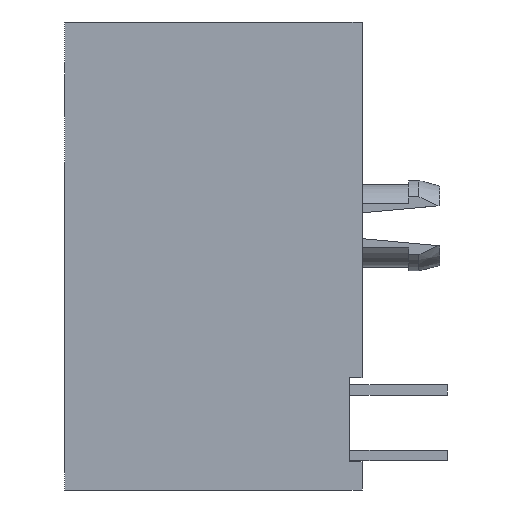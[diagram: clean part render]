
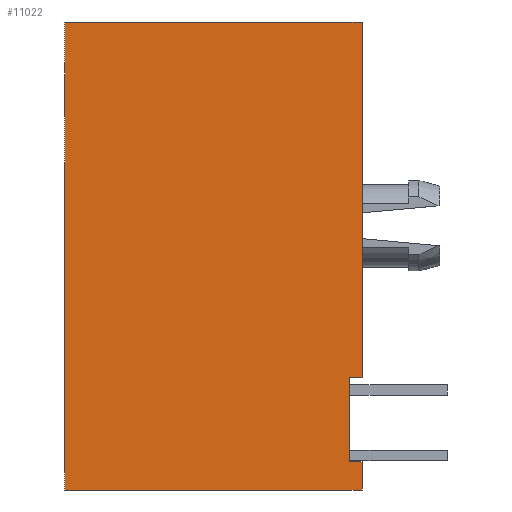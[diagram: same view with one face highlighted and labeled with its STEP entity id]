
A CAD part, left-side view. The second image highlights one B-rep face of the part: STEP entity #11022.
In plain terms, the highlighted planar face has unit normal (-1, 0, 0).
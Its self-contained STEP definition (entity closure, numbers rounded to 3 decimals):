
#82 = DIRECTION ( 'NONE',  ( 0., 1., 0. ) ) ;
#475 = VERTEX_POINT ( 'NONE', #3289 ) ;
#700 = CARTESIAN_POINT ( 'NONE',  ( -7.62, 11.5, 15.5 ) ) ;
#886 = VECTOR ( 'NONE', #13197, 1000. ) ;
#937 = AXIS2_PLACEMENT_3D ( 'NONE', #4621, #5783, #4808 ) ;
#1130 = VECTOR ( 'NONE', #12178, 1000. ) ;
#1818 = VECTOR ( 'NONE', #14894, 1000. ) ;
#2296 = VERTEX_POINT ( 'NONE', #8896 ) ;
#2359 = VECTOR ( 'NONE', #12088, 1000. ) ;
#3289 = CARTESIAN_POINT ( 'NONE',  ( -7.62, 11.5, -2.6 ) ) ;
#3437 = PLANE ( 'NONE',  #937 ) ;
#3838 = CARTESIAN_POINT ( 'NONE',  ( -7.62, 0., -1.5 ) ) ;
#3854 = LINE ( 'NONE', #13772, #7350 ) ;
#4004 = CARTESIAN_POINT ( 'NONE',  ( -7.62, 0.5, 1.75 ) ) ;
#4184 = ORIENTED_EDGE ( 'NONE', *, *, #14806, .F. ) ;
#4300 = EDGE_CURVE ( 'NONE', #9074, #5179, #9591, .T. ) ;
#4327 = VECTOR ( 'NONE', #82, 1000. ) ;
#4577 = EDGE_CURVE ( 'NONE', #6994, #6518, #13117, .T. ) ;
#4621 = CARTESIAN_POINT ( 'NONE',  ( -7.62, 0., 0. ) ) ;
#4808 = DIRECTION ( 'NONE',  ( 0., 0., -1. ) ) ;
#4977 = CARTESIAN_POINT ( 'NONE',  ( -7.62, 0.5, -1.5 ) ) ;
#5179 = VERTEX_POINT ( 'NONE', #6523 ) ;
#5425 = CARTESIAN_POINT ( 'NONE',  ( -7.62, 0., 15.5 ) ) ;
#5681 = VECTOR ( 'NONE', #7554, 1000. ) ;
#5783 = DIRECTION ( 'NONE',  ( 1., 0., 0. ) ) ;
#5951 = ORIENTED_EDGE ( 'NONE', *, *, #7215, .F. ) ;
#6344 = LINE ( 'NONE', #10908, #4327 ) ;
#6518 = VERTEX_POINT ( 'NONE', #10046 ) ;
#6523 = CARTESIAN_POINT ( 'NONE',  ( -7.62, 0., 1.75 ) ) ;
#6994 = VERTEX_POINT ( 'NONE', #13132 ) ;
#7215 = EDGE_CURVE ( 'NONE', #5179, #6994, #3854, .T. ) ;
#7350 = VECTOR ( 'NONE', #10005, 1000. ) ;
#7554 = DIRECTION ( 'NONE',  ( 0., 0., -1. ) ) ;
#7805 = ORIENTED_EDGE ( 'NONE', *, *, #10039, .F. ) ;
#7880 = EDGE_CURVE ( 'NONE', #13036, #9074, #11330, .T. ) ;
#8258 = EDGE_CURVE ( 'NONE', #8816, #2296, #12909, .T. ) ;
#8816 = VERTEX_POINT ( 'NONE', #3838 ) ;
#8837 = ORIENTED_EDGE ( 'NONE', *, *, #8258, .F. ) ;
#8896 = CARTESIAN_POINT ( 'NONE',  ( -7.62, 0., -2.6 ) ) ;
#8989 = VECTOR ( 'NONE', #10032, 1000. ) ;
#9074 = VERTEX_POINT ( 'NONE', #15257 ) ;
#9591 = LINE ( 'NONE', #5425, #1818 ) ;
#9898 = ORIENTED_EDGE ( 'NONE', *, *, #4300, .F. ) ;
#10005 = DIRECTION ( 'NONE',  ( 0., 1., 0. ) ) ;
#10032 = DIRECTION ( 'NONE',  ( 0., 0., -1. ) ) ;
#10039 = EDGE_CURVE ( 'NONE', #2296, #475, #6344, .T. ) ;
#10046 = CARTESIAN_POINT ( 'NONE',  ( -7.62, 0.5, -1.5 ) ) ;
#10508 = LINE ( 'NONE', #12068, #886 ) ;
#10908 = CARTESIAN_POINT ( 'NONE',  ( -7.62, 0., -2.6 ) ) ;
#10971 = CARTESIAN_POINT ( 'NONE',  ( -7.62, 11.5, 15.5 ) ) ;
#11022 = ADVANCED_FACE ( 'NONE', ( #12978 ), #3437, .F. ) ;
#11202 = EDGE_LOOP ( 'NONE', ( #13652, #4184, #7805, #8837, #13927, #15196, #5951, #9898 ) ) ;
#11330 = LINE ( 'NONE', #10971, #1130 ) ;
#12068 = CARTESIAN_POINT ( 'NONE',  ( -7.62, 11.5, -2.6 ) ) ;
#12088 = DIRECTION ( 'NONE',  ( 0., -1., 0. ) ) ;
#12178 = DIRECTION ( 'NONE',  ( 0., -1., 0. ) ) ;
#12247 = CARTESIAN_POINT ( 'NONE',  ( -7.62, 0., -1.5 ) ) ;
#12909 = LINE ( 'NONE', #12247, #8989 ) ;
#12978 = FACE_OUTER_BOUND ( 'NONE', #11202, .T. ) ;
#13036 = VERTEX_POINT ( 'NONE', #700 ) ;
#13117 = LINE ( 'NONE', #4004, #5681 ) ;
#13132 = CARTESIAN_POINT ( 'NONE',  ( -7.62, 0.5, 1.75 ) ) ;
#13197 = DIRECTION ( 'NONE',  ( 0., 0., 1. ) ) ;
#13652 = ORIENTED_EDGE ( 'NONE', *, *, #7880, .F. ) ;
#13772 = CARTESIAN_POINT ( 'NONE',  ( -7.62, 0., 1.75 ) ) ;
#13927 = ORIENTED_EDGE ( 'NONE', *, *, #14311, .F. ) ;
#14311 = EDGE_CURVE ( 'NONE', #6518, #8816, #14989, .T. ) ;
#14806 = EDGE_CURVE ( 'NONE', #475, #13036, #10508, .T. ) ;
#14894 = DIRECTION ( 'NONE',  ( 0., 0., -1. ) ) ;
#14989 = LINE ( 'NONE', #4977, #2359 ) ;
#15196 = ORIENTED_EDGE ( 'NONE', *, *, #4577, .F. ) ;
#15257 = CARTESIAN_POINT ( 'NONE',  ( -7.62, 0., 15.5 ) ) ;
